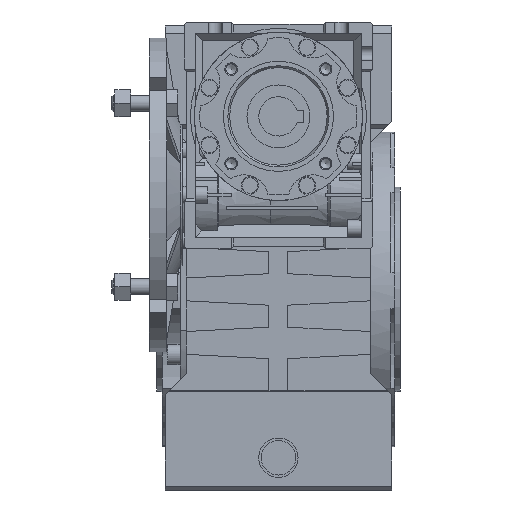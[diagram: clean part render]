
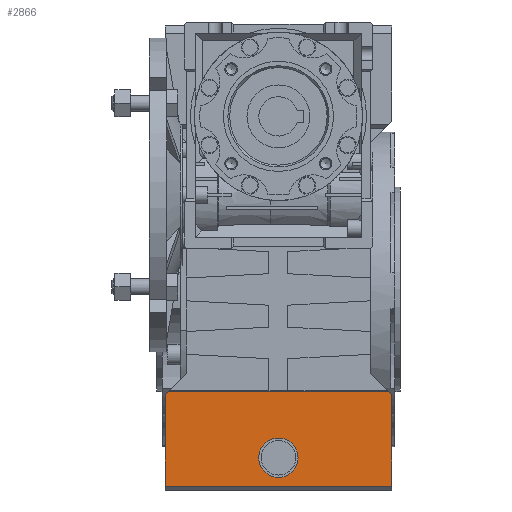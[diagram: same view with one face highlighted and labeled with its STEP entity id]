
A CAD part, front view. The second image highlights one B-rep face of the part: STEP entity #2866.
In plain terms, the highlighted planar face has unit normal (0, -1, 0).
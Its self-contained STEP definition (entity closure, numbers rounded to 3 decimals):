
#2866=ADVANCED_FACE('',(#16276,#16278),#16280,.F.);
#16276=FACE_BOUND('',#16277,.T.);
#16277=EDGE_LOOP('',(#27577,#27578,#27579,#27580,#27581,#27582));
#16278=FACE_BOUND('',#16279,.T.);
#16279=EDGE_LOOP('',(#27583));
#16280=PLANE('',#16281);
#16281=AXIS2_PLACEMENT_3D('',#16282,#16283,#16284);
#16282=CARTESIAN_POINT('',(72.,-122.5,-65.));
#16283=DIRECTION('',(-0.,1.,0.));
#16284=DIRECTION('',(0.,-0.,1.));
#27577=ORIENTED_EDGE('',*,*,#35316,.F.);
#27578=ORIENTED_EDGE('',*,*,#35317,.T.);
#27579=ORIENTED_EDGE('',*,*,#35318,.T.);
#27580=ORIENTED_EDGE('',*,*,#35319,.T.);
#27581=ORIENTED_EDGE('',*,*,#35255,.T.);
#27582=ORIENTED_EDGE('',*,*,#35315,.F.);
#27583=ORIENTED_EDGE('',*,*,#35320,.T.);
#35255=EDGE_CURVE('',#40079,#40077,#40080,.T.);
#35315=EDGE_CURVE('',#40174,#40077,#40176,.T.);
#35316=EDGE_CURVE('',#40177,#40174,#40178,.T.);
#35317=EDGE_CURVE('',#40177,#40179,#40180,.T.);
#35318=EDGE_CURVE('',#40179,#40181,#40182,.T.);
#35319=EDGE_CURVE('',#40181,#40079,#40183,.T.);
#35320=EDGE_CURVE('',#40184,#40184,#40185,.T.);
#40077=VERTEX_POINT('',#48902);
#40079=VERTEX_POINT('',#48906);
#40080=LINE('',#48907,#48908);
#40174=VERTEX_POINT('',#49132);
#40176=LINE('',#49136,#49137);
#40177=VERTEX_POINT('',#49139);
#40178=LINE('',#49140,#49141);
#40179=VERTEX_POINT('',#49143);
#40180=LINE('',#49144,#49145);
#40181=VERTEX_POINT('',#49147);
#40182=LINE('',#49148,#49149);
#40183=LINE('',#49151,#49152);
#40184=VERTEX_POINT('',#49154);
#40185=CIRCLE('',#49155,12.5);
#48902=CARTESIAN_POINT('',(-72.,-122.5,-125.));
#48906=CARTESIAN_POINT('',(-72.,-122.5,-67.));
#48907=CARTESIAN_POINT('',(-72.,-122.5,-67.));
#48908=VECTOR('',#48909,1.);
#48909=DIRECTION('',(0.,0.,-1.));
#49132=CARTESIAN_POINT('',(72.,-122.5,-125.));
#49136=CARTESIAN_POINT('',(72.,-122.5,-125.));
#49137=VECTOR('',#49138,1.);
#49138=DIRECTION('',(-1.,0.,0.));
#49139=CARTESIAN_POINT('',(72.,-122.5,-67.));
#49140=CARTESIAN_POINT('',(72.,-122.5,-67.));
#49141=VECTOR('',#49142,1.);
#49142=DIRECTION('',(0.,0.,-1.));
#49143=CARTESIAN_POINT('',(70.,-122.5,-65.));
#49144=CARTESIAN_POINT('',(72.,-122.5,-67.));
#49145=VECTOR('',#49146,1.);
#49146=DIRECTION('',(-0.707,0.,0.707));
#49147=CARTESIAN_POINT('',(-70.,-122.5,-65.));
#49148=CARTESIAN_POINT('',(70.,-122.5,-65.));
#49149=VECTOR('',#49150,1.);
#49150=DIRECTION('',(-1.,0.,0.));
#49151=CARTESIAN_POINT('',(-70.,-122.5,-65.));
#49152=VECTOR('',#49153,1.);
#49153=DIRECTION('',(-0.707,0.,-0.707));
#49154=CARTESIAN_POINT('',(0.,-122.5,-94.5));
#49155=AXIS2_PLACEMENT_3D('',#49156,#49157,#49158);
#49156=CARTESIAN_POINT('',(0.,-122.5,-107.));
#49157=DIRECTION('',(-0.,1.,0.));
#49158=DIRECTION('',(0.,0.,1.));
